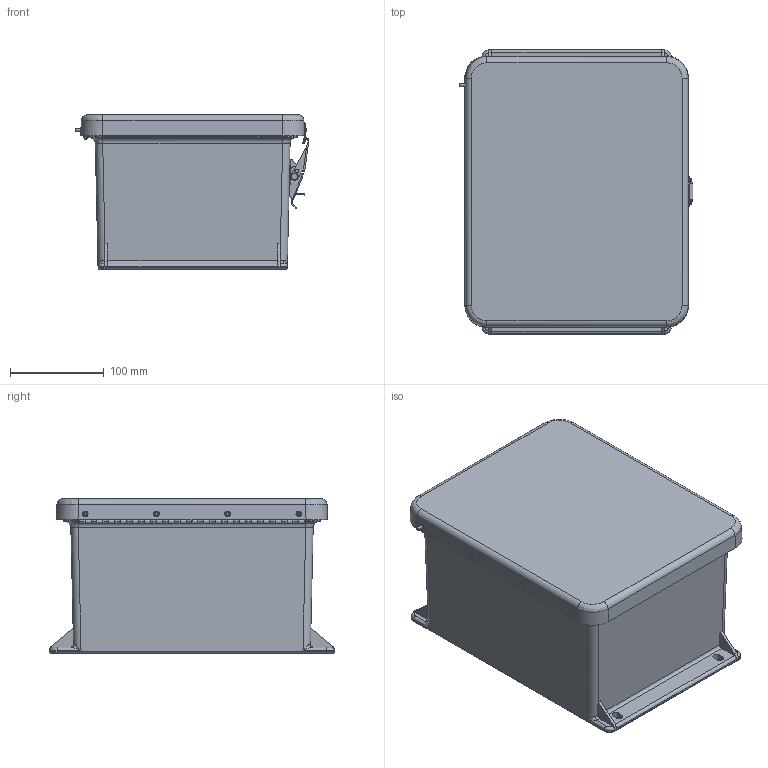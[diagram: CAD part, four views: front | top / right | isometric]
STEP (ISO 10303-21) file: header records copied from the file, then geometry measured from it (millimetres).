
FILE_DESCRIPTION (( 'STEP AP214' ), '1' );
FILE_NAME ('M100806HPL.STEP', '2018-11-07T13:47:38', ( '' ), ( '' ), 'SwSTEP 2.0', 'SolidWorks 2018', '' );
FILE_SCHEMA (( 'AUTOMOTIVE_DESIGN' ));
Length unit declared in the file: inch
Products named in the file (1): M100806HPL
Bounding box: 250.08 x 303.94 x 165.07 mm (x, y, z)
Volume: 1255577.6 mm3; surface area: 664225.2 mm2
Topology: 36 solids, 36 shells, 1172 faces, 2915 edges, 1846 vertices
Faces by surface type: cylinder 454, plane 450, bspline 180, cone 72, torus 16
Full cylindrical faces by diameter (mm): 2.159 x39, 2.64 x12, 3.048 x1, 3.175 x12, 3.302 x2, 3.327 x8, 3.429 x9, 3.556 x14, 3.861 x12, 4.039 x12, 4.306 x2, 6.858 x12, 7.62 x2, 7.95 x2, 9.525 x5
Entity records: 59537 total; most frequent: CARTESIAN_POINT 17588, ORIENTED_EDGE 5434, DIRECTION 4995, EDGE_CURVE 2717, VERTEX_POINT 1820, AXIS2_PLACEMENT_3D 1805, EDGE_LOOP 1571, VECTOR 1385
